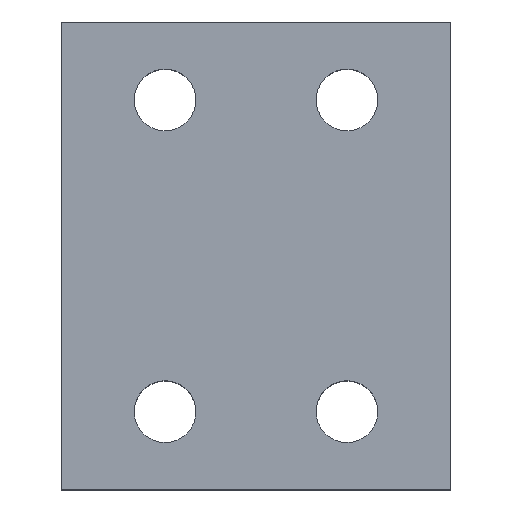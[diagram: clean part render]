
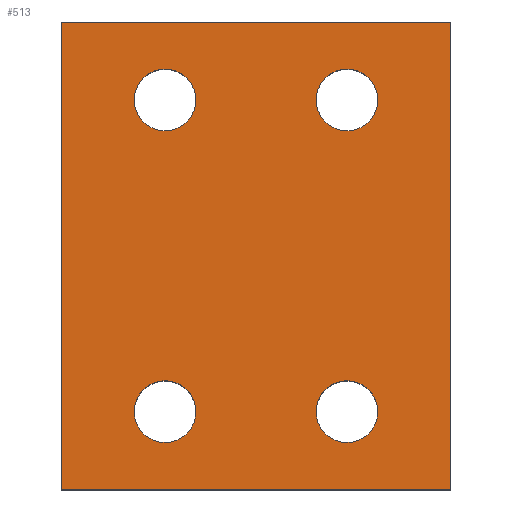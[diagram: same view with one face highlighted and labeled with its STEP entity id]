
A CAD part, top view. The second image highlights one B-rep face of the part: STEP entity #513.
In plain terms, the highlighted planar face has unit normal (0, 0, 1).
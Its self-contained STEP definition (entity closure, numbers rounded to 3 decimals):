
#29=FACE_BOUND('',#116,.T.);
#30=FACE_BOUND('',#117,.T.);
#31=FACE_BOUND('',#118,.T.);
#32=FACE_BOUND('',#119,.T.);
#51=PLANE('',#560);
#76=FACE_OUTER_BOUND('',#115,.T.);
#115=EDGE_LOOP('',(#463,#464,#465,#466));
#116=EDGE_LOOP('',(#467));
#117=EDGE_LOOP('',(#468));
#118=EDGE_LOOP('',(#469));
#119=EDGE_LOOP('',(#470));
#162=LINE('',#817,#208);
#165=LINE('',#823,#211);
#168=LINE('',#829,#214);
#171=LINE('',#833,#217);
#208=VECTOR('',#680,10.);
#211=VECTOR('',#685,10.);
#214=VECTOR('',#690,10.);
#217=VECTOR('',#695,10.);
#225=CIRCLE('',#529,2.972);
#229=CIRCLE('',#535,2.972);
#233=CIRCLE('',#541,2.972);
#237=CIRCLE('',#547,2.972);
#245=VERTEX_POINT('',#723);
#249=VERTEX_POINT('',#735);
#253=VERTEX_POINT('',#747);
#257=VERTEX_POINT('',#759);
#276=VERTEX_POINT('',#814);
#277=VERTEX_POINT('',#816);
#279=VERTEX_POINT('',#822);
#281=VERTEX_POINT('',#828);
#293=EDGE_CURVE('',#245,#245,#225,.T.);
#299=EDGE_CURVE('',#249,#249,#229,.T.);
#305=EDGE_CURVE('',#253,#253,#233,.T.);
#311=EDGE_CURVE('',#257,#257,#237,.T.);
#338=EDGE_CURVE('',#277,#276,#162,.T.);
#341=EDGE_CURVE('',#279,#277,#165,.T.);
#344=EDGE_CURVE('',#281,#279,#168,.T.);
#347=EDGE_CURVE('',#276,#281,#171,.T.);
#463=ORIENTED_EDGE('',*,*,#347,.T.);
#464=ORIENTED_EDGE('',*,*,#344,.T.);
#465=ORIENTED_EDGE('',*,*,#341,.T.);
#466=ORIENTED_EDGE('',*,*,#338,.T.);
#467=ORIENTED_EDGE('',*,*,#293,.T.);
#468=ORIENTED_EDGE('',*,*,#299,.T.);
#469=ORIENTED_EDGE('',*,*,#305,.T.);
#470=ORIENTED_EDGE('',*,*,#311,.T.);
#513=ADVANCED_FACE('',(#76,#29,#30,#31,#32),#51,.T.);
#529=AXIS2_PLACEMENT_3D('',#725,#592,#593);
#535=AXIS2_PLACEMENT_3D('',#737,#606,#607);
#541=AXIS2_PLACEMENT_3D('',#749,#620,#621);
#547=AXIS2_PLACEMENT_3D('',#761,#634,#635);
#560=AXIS2_PLACEMENT_3D('',#834,#696,#697);
#592=DIRECTION('center_axis',(0.,0.,-1.));
#593=DIRECTION('ref_axis',(-1.,0.,0.));
#606=DIRECTION('center_axis',(0.,0.,-1.));
#607=DIRECTION('ref_axis',(-1.,0.,0.));
#620=DIRECTION('center_axis',(0.,0.,-1.));
#621=DIRECTION('ref_axis',(-1.,0.,0.));
#634=DIRECTION('center_axis',(0.,0.,-1.));
#635=DIRECTION('ref_axis',(-1.,0.,0.));
#680=DIRECTION('',(0.,1.,0.));
#685=DIRECTION('',(1.,0.,0.));
#690=DIRECTION('',(0.,-1.,0.));
#695=DIRECTION('',(-1.,0.,0.));
#696=DIRECTION('center_axis',(0.,0.,1.));
#697=DIRECTION('ref_axis',(1.,0.,0.));
#723=CARTESIAN_POINT('',(11.722,-15.,25.));
#725=CARTESIAN_POINT('Origin',(8.75,-15.,25.));
#735=CARTESIAN_POINT('',(-5.778,15.,25.));
#737=CARTESIAN_POINT('Origin',(-8.75,15.,25.));
#747=CARTESIAN_POINT('',(11.722,15.,25.));
#749=CARTESIAN_POINT('Origin',(8.75,15.,25.));
#759=CARTESIAN_POINT('',(-5.778,-15.,25.));
#761=CARTESIAN_POINT('Origin',(-8.75,-15.,25.));
#814=CARTESIAN_POINT('',(18.75,22.5,25.));
#816=CARTESIAN_POINT('',(18.75,-22.5,25.));
#817=CARTESIAN_POINT('',(18.75,22.5,25.));
#822=CARTESIAN_POINT('',(-18.75,-22.5,25.));
#823=CARTESIAN_POINT('',(18.75,-22.5,25.));
#828=CARTESIAN_POINT('',(-18.75,22.5,25.));
#829=CARTESIAN_POINT('',(-18.75,-22.5,25.));
#833=CARTESIAN_POINT('',(-18.75,22.5,25.));
#834=CARTESIAN_POINT('Origin',(0.,0.,
25.));
